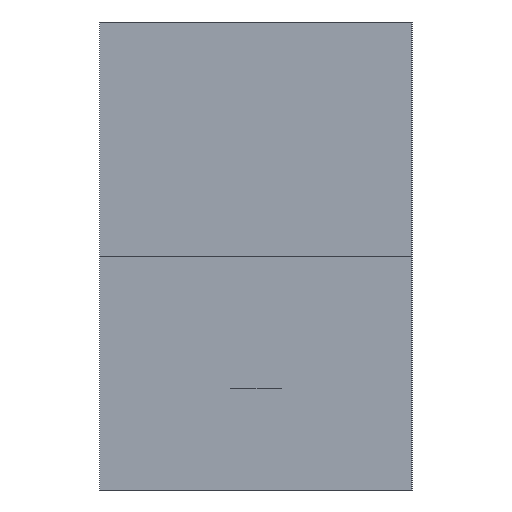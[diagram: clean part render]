
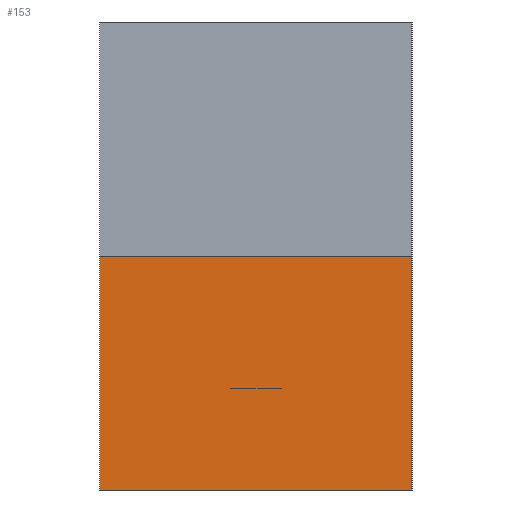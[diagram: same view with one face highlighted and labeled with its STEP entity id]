
A CAD part, left-side view. The second image highlights one B-rep face of the part: STEP entity #153.
In plain terms, the highlighted planar face has unit normal (-1, 0, 0).
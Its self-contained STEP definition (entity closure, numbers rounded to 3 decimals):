
#21 = EDGE_CURVE('',#22,#24,#26,.T.);
#22 = VERTEX_POINT('',#23);
#23 = CARTESIAN_POINT('',(-391.,40.,0.));
#24 = VERTEX_POINT('',#25);
#25 = CARTESIAN_POINT('',(-391.,40.,30.));
#26 = LINE('',#27,#28);
#27 = CARTESIAN_POINT('',(-391.,40.,0.));
#28 = VECTOR('',#29,1.);
#29 = DIRECTION('',(0.,0.,1.));
#153 = ADVANCED_FACE('',(#154),#179,.T.);
#154 = FACE_BOUND('',#155,.T.);
#155 = EDGE_LOOP('',(#156,#166,#172,#173));
#156 = ORIENTED_EDGE('',*,*,#157,.T.);
#157 = EDGE_CURVE('',#158,#160,#162,.T.);
#158 = VERTEX_POINT('',#159);
#159 = CARTESIAN_POINT('',(-391.,0.,0.));
#160 = VERTEX_POINT('',#161);
#161 = CARTESIAN_POINT('',(-391.,0.,30.));
#162 = LINE('',#163,#164);
#163 = CARTESIAN_POINT('',(-391.,0.,0.));
#164 = VECTOR('',#165,1.);
#165 = DIRECTION('',(0.,0.,1.));
#166 = ORIENTED_EDGE('',*,*,#167,.T.);
#167 = EDGE_CURVE('',#160,#24,#168,.T.);
#168 = LINE('',#169,#170);
#169 = CARTESIAN_POINT('',(-391.,0.,30.));
#170 = VECTOR('',#171,1.);
#171 = DIRECTION('',(0.,1.,0.));
#172 = ORIENTED_EDGE('',*,*,#21,.F.);
#173 = ORIENTED_EDGE('',*,*,#174,.F.);
#174 = EDGE_CURVE('',#158,#22,#175,.T.);
#175 = LINE('',#176,#177);
#176 = CARTESIAN_POINT('',(-391.,0.,0.));
#177 = VECTOR('',#178,1.);
#178 = DIRECTION('',(0.,1.,0.));
#179 = PLANE('',#180);
#180 = AXIS2_PLACEMENT_3D('',#181,#182,#183);
#181 = CARTESIAN_POINT('',(-391.,0.,0.));
#182 = DIRECTION('',(-1.,0.,0.));
#183 = DIRECTION('',(0.,1.,0.));
